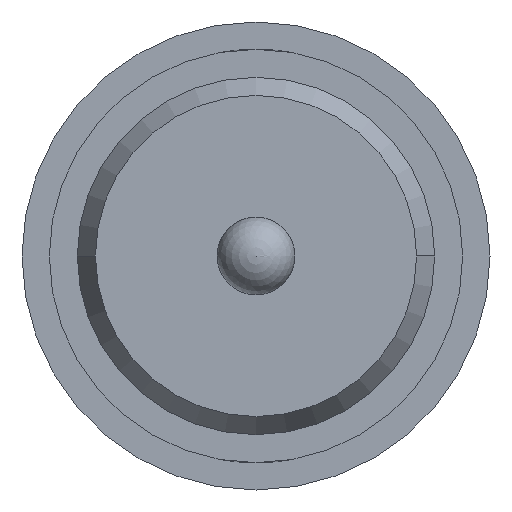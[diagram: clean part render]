
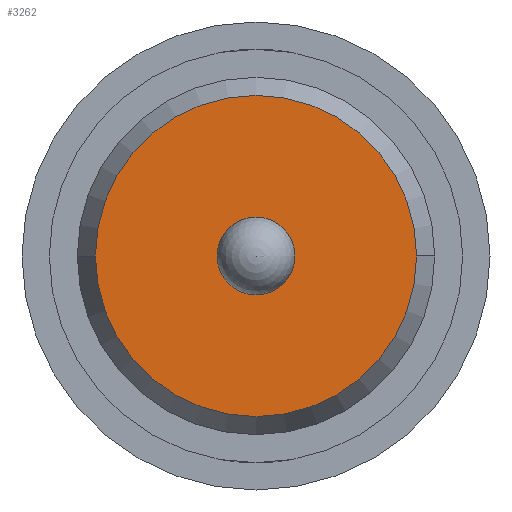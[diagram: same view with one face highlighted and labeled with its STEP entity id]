
A CAD part, front view. The second image highlights one B-rep face of the part: STEP entity #3262.
In plain terms, the highlighted planar face has unit normal (0, -1, 0).
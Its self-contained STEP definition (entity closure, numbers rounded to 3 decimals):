
#346 = AXIS2_PLACEMENT_3D ( 'NONE', #4036, #1725, #903 ) ;
#506 = FACE_BOUND ( 'NONE', #2939, .T. ) ;
#751 = AXIS2_PLACEMENT_3D ( 'NONE', #2913, #3325, #907 ) ;
#754 = FACE_OUTER_BOUND ( 'NONE', #4490, .T. ) ;
#903 = DIRECTION ( 'NONE',  ( 1., 0., 0. ) ) ;
#907 = DIRECTION ( 'NONE',  ( 0., 0., -1. ) ) ;
#1482 = CARTESIAN_POINT ( 'NONE',  ( 0., -28.6, -0.25 ) ) ;
#1560 = CARTESIAN_POINT ( 'NONE',  ( 0., -28.6, 0. ) ) ;
#1640 = EDGE_CURVE ( 'Defeature ausgef�hrt1_22+Defeature ausgef�hrt1_26+Defeature ausgef�hrt1_26+Defeature ausgef�hrt1_26', #4129, #3156, #3844, .T. ) ;
#1663 = ORIENTED_EDGE ( 'NONE', *, *, #1640, .T. ) ;
#1710 = VERTEX_POINT ( 'NONE', #4010 ) ;
#1725 = DIRECTION ( 'NONE',  ( 0., -1., 0. ) ) ;
#1931 = ORIENTED_EDGE ( 'NONE', *, *, #2980, .T. ) ;
#2913 = CARTESIAN_POINT ( 'NONE',  ( 0., -28.6, 0. ) ) ;
#2939 = EDGE_LOOP ( 'NONE', ( #1663, #1931 ) ) ;
#2980 = EDGE_CURVE ( 'Defeature ausgef�hrt1_22+Defeature ausgef�hrt1_26+Defeature ausgef�hrt1_26+Defeature ausgef�hrt1_26', #3156, #4129, #4530, .T. ) ;
#3035 = CARTESIAN_POINT ( 'NONE',  ( 0., -28.6, 0. ) ) ;
#3113 = CARTESIAN_POINT ( 'NONE',  ( 0., -28.6, 0. ) ) ;
#3125 = DIRECTION ( 'NONE',  ( 1., 0., 0. ) ) ;
#3131 = AXIS2_PLACEMENT_3D ( 'NONE', #1560, #4390, #5197 ) ;
#3156 = VERTEX_POINT ( 'NONE', #1482 ) ;
#3214 = AXIS2_PLACEMENT_3D ( 'NONE', #3113, #5139, #3125 ) ;
#3248 = ORIENTED_EDGE ( 'NONE', *, *, #3394, .T. ) ;
#3262 = ADVANCED_FACE ( 'Defeature ausgef�hrt1_22', ( #506, #754 ), #4575, .T. ) ;
#3325 = DIRECTION ( 'NONE',  ( 0., 1., 0. ) ) ;
#3394 = EDGE_CURVE ( 'Defeature ausgef�hrt1_22+Defeature ausgef�hrt1_24+Defeature ausgef�hrt1_24+Defeature ausgef�hrt1_24', #1710, #4043, #4776, .T. ) ;
#3403 = CIRCLE ( 'NONE', #3131, 1.03 ) ;
#3412 = ORIENTED_EDGE ( 'NONE', *, *, #3591, .T. ) ;
#3591 = EDGE_CURVE ( 'Defeature ausgef�hrt1_22+Defeature ausgef�hrt1_24+Defeature ausgef�hrt1_24+Defeature ausgef�hrt1_24', #4043, #1710, #3403, .T. ) ;
#3833 = DIRECTION ( 'NONE',  ( 0., 1., 0. ) ) ;
#3844 = CIRCLE ( 'NONE', #4456, 0.25 ) ;
#4010 = CARTESIAN_POINT ( 'NONE',  ( 1.03, -28.6, 0. ) ) ;
#4036 = CARTESIAN_POINT ( 'NONE',  ( -1.145, -28.6, 0. ) ) ;
#4043 = VERTEX_POINT ( 'NONE', #5127 ) ;
#4129 = VERTEX_POINT ( 'NONE', #4546 ) ;
#4260 = DIRECTION ( 'NONE',  ( 0., 0., -1. ) ) ;
#4390 = DIRECTION ( 'NONE',  ( 0., -1., 0. ) ) ;
#4456 = AXIS2_PLACEMENT_3D ( 'NONE', #3035, #3833, #4260 ) ;
#4490 = EDGE_LOOP ( 'NONE', ( #3412, #3248 ) ) ;
#4530 = CIRCLE ( 'NONE', #751, 0.25 ) ;
#4546 = CARTESIAN_POINT ( 'NONE',  ( 0., -28.6, 0.25 ) ) ;
#4575 = PLANE ( 'NONE',  #346 ) ;
#4776 = CIRCLE ( 'NONE', #3214, 1.03 ) ;
#5127 = CARTESIAN_POINT ( 'NONE',  ( -1.03, -28.6, 0. ) ) ;
#5139 = DIRECTION ( 'NONE',  ( 0., -1., 0. ) ) ;
#5197 = DIRECTION ( 'NONE',  ( 1., 0., 0. ) ) ;
